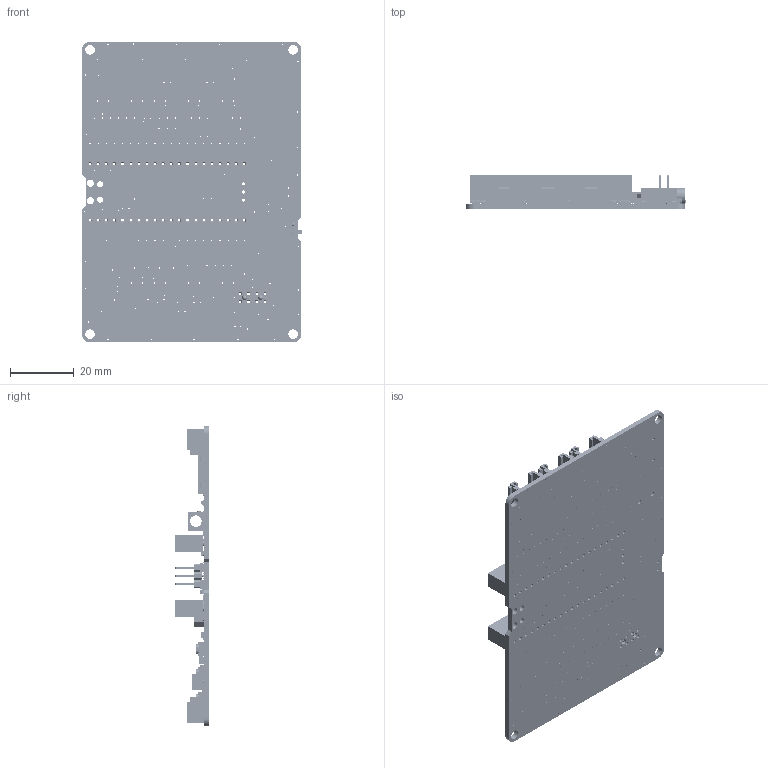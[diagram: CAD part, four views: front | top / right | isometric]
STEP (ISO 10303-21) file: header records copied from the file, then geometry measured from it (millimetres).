
FILE_DESCRIPTION(('FreeCAD Model'),'2;1');
FILE_NAME('Open CASCADE Shape Model','2023-09-01T10:46:13',( 'kicad StepUp'),('ksu MCAD'),'Open CASCADE STEP processor 7.6', 'FreeCAD','Unknown');
FILE_SCHEMA(('AP242_MANAGED_MODEL_BASED_3D_ENGINEERING_MIM_LF. {1 0 10303 442 1 1 4 }'));
Products named in the file (1): MAKER-PI-PICO PCBA_sp
Bounding box: 68.84 x 10.57 x 93.98 mm (x, y, z)
Volume: 17052.2 mm3; surface area: 27402.8 mm2
Topology: 274 solids, 274 shells, 11394 faces, 40243 edges, 40780 vertices
Faces by surface type: plane 8959, cylinder 2318, cone 64, sphere 33, torus 20
Entity records: 545951 total; most frequent: CARTESIAN_POINT 94691, DIRECTION 68505, ORIENTED_EDGE 58128, LINE 33477, VECTOR 33477, EDGE_CURVE 29064, VERTEX_POINT 18484, AXIS2_PLACEMENT_3D 17514
